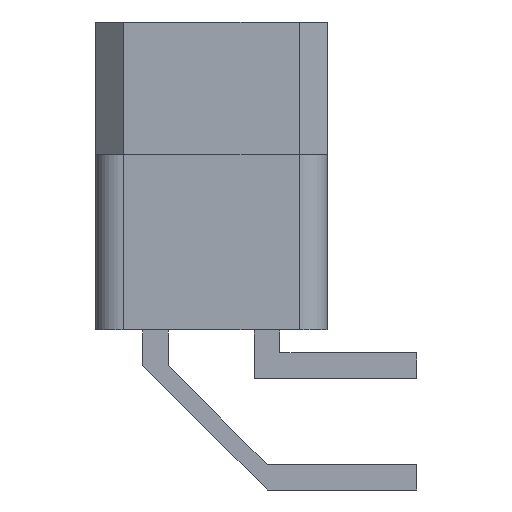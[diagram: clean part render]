
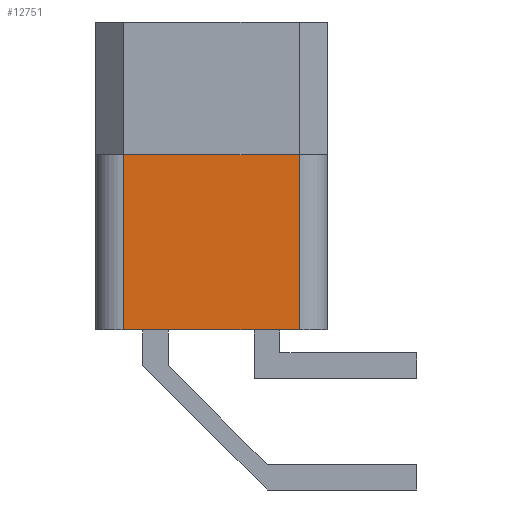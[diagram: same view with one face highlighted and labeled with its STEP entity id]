
A CAD part, left-side view. The second image highlights one B-rep face of the part: STEP entity #12751.
In plain terms, the highlighted planar face has unit normal (-1, 0, 0).
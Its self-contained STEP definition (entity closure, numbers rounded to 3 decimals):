
#235=FACE_OUTER_BOUND('',#1020,.T.);
#1020=EDGE_LOOP('',(#8455,#8456,#8457,#8458));
#1835=LINE('',#17908,#3623);
#1836=LINE('',#17912,#3624);
#1837=LINE('',#17914,#3625);
#1838=LINE('',#17915,#3626);
#3623=VECTOR('',#14516,10.);
#3624=VECTOR('',#14521,10.);
#3625=VECTOR('',#14522,10.);
#3626=VECTOR('',#14523,10.);
#5403=VERTEX_POINT('',#17905);
#5404=VERTEX_POINT('',#17907);
#5405=VERTEX_POINT('',#17911);
#5406=VERTEX_POINT('',#17913);
#6620=EDGE_CURVE('',#5403,#5404,#1835,.T.);
#6622=EDGE_CURVE('',#5403,#5405,#1836,.T.);
#6623=EDGE_CURVE('',#5406,#5405,#1837,.T.);
#6624=EDGE_CURVE('',#5404,#5406,#1838,.T.);
#8455=ORIENTED_EDGE('',*,*,#6620,.F.);
#8456=ORIENTED_EDGE('',*,*,#6622,.T.);
#8457=ORIENTED_EDGE('',*,*,#6623,.F.);
#8458=ORIENTED_EDGE('',*,*,#6624,.F.);
#11972=PLANE('',#13644);
#12751=ADVANCED_FACE('',(#235),#11972,.T.);
#13644=AXIS2_PLACEMENT_3D('',#17910,#14519,#14520);
#14516=DIRECTION('',(0.,0.,-1.));
#14519=DIRECTION('center_axis',(-1.,0.,0.));
#14520=DIRECTION('ref_axis',(0.,-1.,0.));
#14521=DIRECTION('',(0.,1.,0.));
#14522=DIRECTION('',(0.,0.,1.));
#14523=DIRECTION('',(0.,1.,0.));
#17905=CARTESIAN_POINT('',(-54.331,-3.128,6.223));
#17907=CARTESIAN_POINT('',(-54.331,-3.128,0.));
#17908=CARTESIAN_POINT('',(-54.331,-3.128,0.));
#17910=CARTESIAN_POINT('Origin',(-54.331,4.128,0.));
#17911=CARTESIAN_POINT('',(-54.331,3.128,6.223));
#17912=CARTESIAN_POINT('',(-54.331,2.064,6.223));
#17913=CARTESIAN_POINT('',(-54.331,3.128,0.));
#17914=CARTESIAN_POINT('',(-54.331,3.128,0.));
#17915=CARTESIAN_POINT('',(-54.331,-4.128,0.));
